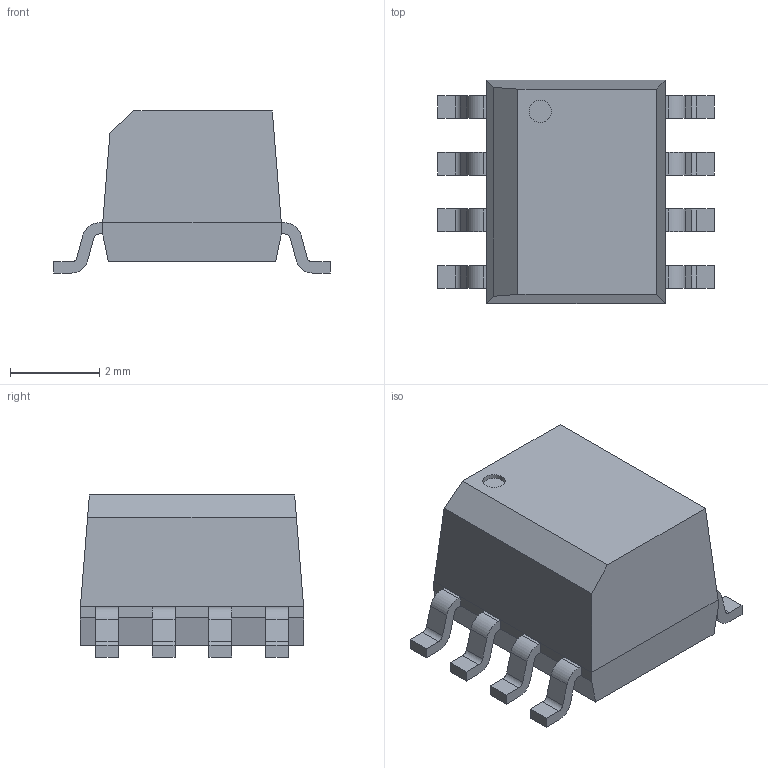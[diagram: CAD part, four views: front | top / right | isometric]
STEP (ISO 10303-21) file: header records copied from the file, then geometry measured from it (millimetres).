
FILE_DESCRIPTION((''),'2;1');
FILE_NAME('SOIC127P594X363-8N.stp','2011-10-05T16:19:39',(''),(''),'Mechanical Desktop 2011','Mechanical Desktop 2011',', , ');
FILE_SCHEMA(('AUTOMOTIVE_DESIGN { 1 2 10303 214 1 1 1 1 }'));
Length unit declared in the file: millimetre
Products named in the file (1): Product
Bounding box: 6.2 x 5 x 3.63 mm (x, y, z)
Volume: 63.9 mm3; surface area: 155.1 mm2
Topology: 10 solids, 10 shells, 130 faces, 327 edges, 218 vertices
Faces by surface type: bspline 59, plane 53, cylinder 18
Entity records: 4130 total; most frequent: CARTESIAN_POINT 1077, ORIENTED_EDGE 654, DIRECTION 539, EDGE_CURVE 327, VECTOR 259, LINE 259, VERTEX_POINT 218, AXIS2_PLACEMENT_3D 140
